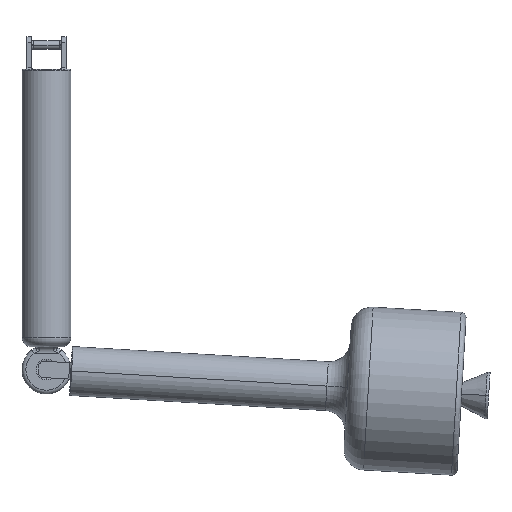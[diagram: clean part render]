
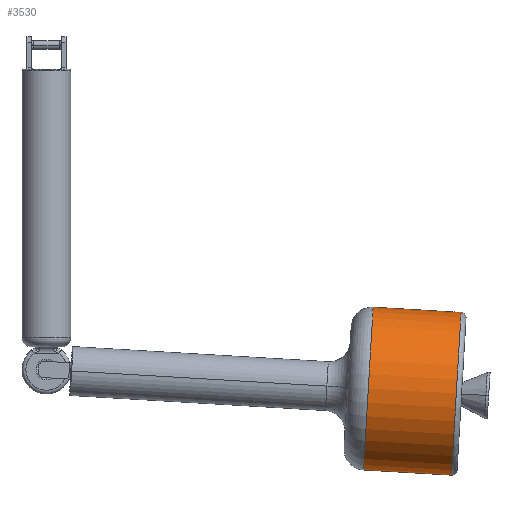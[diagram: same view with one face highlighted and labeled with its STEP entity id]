
A CAD part, top view. The second image highlights one B-rep face of the part: STEP entity #3530.
In plain terms, the highlighted cylindrical face has radius 150 mm (diameter 300 mm), a partial arc.
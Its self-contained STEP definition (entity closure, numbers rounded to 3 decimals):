
#2614=DIRECTION('',(0.,-1.,0.));
#2615=VECTOR('',#2614,162.1);
#2616=CARTESIAN_POINT('',(0.,-38.2,150.));
#2617=LINE('',#2616,#2615);
#2623=CARTESIAN_POINT('',(0.,-38.2,0.));
#2624=DIRECTION('',(0.,1.,0.));
#2625=DIRECTION('',(0.,0.,1.));
#2626=AXIS2_PLACEMENT_3D('',#2623,#2624,#2625);
#2628=DIRECTION('',(0.,-1.,0.));
#2629=VECTOR('',#2628,162.1);
#2630=CARTESIAN_POINT('',(0.,-38.2,-150.));
#2631=LINE('',#2630,#2629);
#2632=CARTESIAN_POINT('',(0.,-200.3,0.));
#2633=DIRECTION('',(0.,-1.,0.));
#2634=DIRECTION('',(0.,0.,-1.));
#2635=AXIS2_PLACEMENT_3D('',#2632,#2633,#2634);
#2899=CARTESIAN_POINT('',(0.,-38.2,150.));
#2900=CARTESIAN_POINT('',(0.,-38.2,-150.));
#2901=VERTEX_POINT('',#2899);
#2902=VERTEX_POINT('',#2900);
#2925=CARTESIAN_POINT('',(0.,-200.3,-150.));
#2926=CARTESIAN_POINT('',(0.,-200.3,150.));
#2927=VERTEX_POINT('',#2925);
#2928=VERTEX_POINT('',#2926);
#3518=CARTESIAN_POINT('',(0.,0.,0.));
#3519=DIRECTION('',(0.,-1.,0.));
#3520=DIRECTION('',(0.,0.,1.));
#3521=AXIS2_PLACEMENT_3D('',#3518,#3519,#3520);
#3522=CYLINDRICAL_SURFACE('',#3521,150.);
#3523=ORIENTED_EDGE('',*,*,#3483,.T.);
#3524=ORIENTED_EDGE('',*,*,#3513,.T.);
#3526=ORIENTED_EDGE('',*,*,#3525,.T.);
#3527=ORIENTED_EDGE('',*,*,#3509,.F.);
#3528=EDGE_LOOP('',(#3523,#3524,#3526,#3527));
#3529=FACE_OUTER_BOUND('',#3528,.F.);
#3530=ADVANCED_FACE('',(#3529),#3522,.T.);
#2627=CIRCLE('',#2626,150.);
#2636=CIRCLE('',#2635,150.);
#3483=EDGE_CURVE('',#2901,#2902,#2627,.T.);
#3509=EDGE_CURVE('',#2901,#2928,#2617,.T.);
#3513=EDGE_CURVE('',#2902,#2927,#2631,.T.);
#3525=EDGE_CURVE('',#2927,#2928,#2636,.T.);
